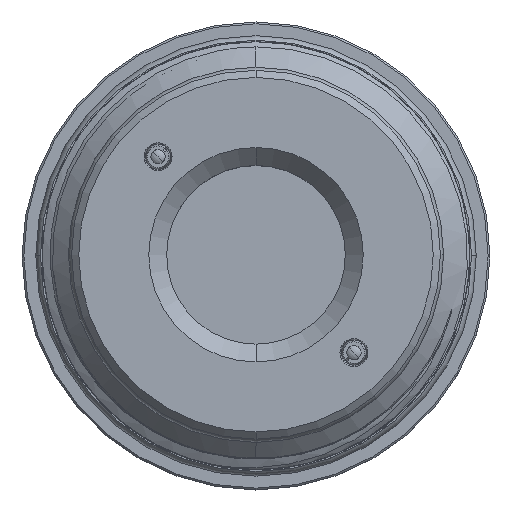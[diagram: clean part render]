
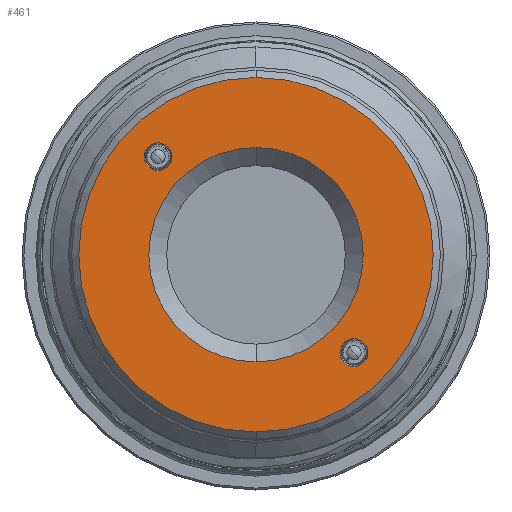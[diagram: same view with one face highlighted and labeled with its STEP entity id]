
A CAD part, top view. The second image highlights one B-rep face of the part: STEP entity #461.
In plain terms, the highlighted planar face has unit normal (0, 0, 1).
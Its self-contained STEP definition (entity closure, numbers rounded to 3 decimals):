
#156 = CARTESIAN_POINT ( 'NONE',  ( 0., 0., 85.95 ) ) ;
#158 = DIRECTION ( 'NONE',  ( 0., 1., 0. ) ) ;
#461 = ADVANCED_FACE ( 'NONE', ( #13210, #724, #9259, #10792 ), #13918, .T. ) ;
#724 = FACE_BOUND ( 'NONE', #16257, .T. ) ;
#913 = DIRECTION ( 'NONE',  ( 0., 0., -1. ) ) ;
#1188 = AXIS2_PLACEMENT_3D ( 'NONE', #15124, #913, #12176 ) ;
#1441 = ORIENTED_EDGE ( 'NONE', *, *, #14398, .T. ) ;
#1737 = DIRECTION ( 'NONE',  ( 0., 1., 0. ) ) ;
#2286 = CARTESIAN_POINT ( 'NONE',  ( -10.96, 10.96, 85.95 ) ) ;
#2340 = DIRECTION ( 'NONE',  ( 0., 1., 0. ) ) ;
#2370 = CARTESIAN_POINT ( 'NONE',  ( -10.96, 10.96, 85.95 ) ) ;
#2468 = VERTEX_POINT ( 'NONE', #11743 ) ;
#2727 = DIRECTION ( 'NONE',  ( 0., 0., 1. ) ) ;
#2848 = ORIENTED_EDGE ( 'NONE', *, *, #13846, .T. ) ;
#3011 = EDGE_CURVE ( 'NONE', #17343, #9744, #5980, .T. ) ;
#3348 = VERTEX_POINT ( 'NONE', #10661 ) ;
#3605 = DIRECTION ( 'NONE',  ( 0., 0., -1. ) ) ;
#4045 = CIRCLE ( 'NONE', #8946, 12. ) ;
#4462 = CARTESIAN_POINT ( 'NONE',  ( 0., 0., 85.95 ) ) ;
#4501 = DIRECTION ( 'NONE',  ( 0., 1., 0. ) ) ;
#4508 = EDGE_CURVE ( 'NONE', #9744, #17343, #17585, .T. ) ;
#4547 = EDGE_LOOP ( 'NONE', ( #10374, #7121 ) ) ;
#5712 = DIRECTION ( 'NONE',  ( 0., 0., 1. ) ) ;
#5980 = CIRCLE ( 'NONE', #12273, 19.84 ) ;
#6289 = CIRCLE ( 'NONE', #11776, 12. ) ;
#6317 = EDGE_CURVE ( 'NONE', #2468, #3348, #7975, .T. ) ;
#6643 = CARTESIAN_POINT ( 'NONE',  ( -10.96, 9.399, 85.95 ) ) ;
#6662 = DIRECTION ( 'NONE',  ( 0., 0., -1. ) ) ;
#6750 = ORIENTED_EDGE ( 'NONE', *, *, #9257, .T. ) ;
#7121 = ORIENTED_EDGE ( 'NONE', *, *, #6317, .T. ) ;
#7476 = AXIS2_PLACEMENT_3D ( 'NONE', #7761, #10742, #2340 ) ;
#7761 = CARTESIAN_POINT ( 'NONE',  ( 10.96, -10.96, 85.95 ) ) ;
#7784 = EDGE_LOOP ( 'NONE', ( #13861, #9673 ) ) ;
#7945 = ORIENTED_EDGE ( 'NONE', *, *, #8298, .T. ) ;
#7975 = CIRCLE ( 'NONE', #1188, 1.561 ) ;
#8298 = EDGE_CURVE ( 'NONE', #12414, #10889, #17274, .T. ) ;
#8470 = AXIS2_PLACEMENT_3D ( 'NONE', #2286, #6662, #12096 ) ;
#8749 = CARTESIAN_POINT ( 'NONE',  ( 0., -12., 85.95 ) ) ;
#8946 = AXIS2_PLACEMENT_3D ( 'NONE', #17644, #3605, #10515 ) ;
#9257 = EDGE_CURVE ( 'NONE', #11163, #15890, #6289, .T. ) ;
#9259 = FACE_OUTER_BOUND ( 'NONE', #7784, .T. ) ;
#9673 = ORIENTED_EDGE ( 'NONE', *, *, #4508, .T. ) ;
#9744 = VERTEX_POINT ( 'NONE', #15047 ) ;
#9761 = CARTESIAN_POINT ( 'NONE',  ( 0., 0., 85.95 ) ) ;
#9767 = AXIS2_PLACEMENT_3D ( 'NONE', #16691, #5712, #158 ) ;
#10374 = ORIENTED_EDGE ( 'NONE', *, *, #17825, .T. ) ;
#10515 = DIRECTION ( 'NONE',  ( 0., 1., 0. ) ) ;
#10661 = CARTESIAN_POINT ( 'NONE',  ( 10.96, -12.521, 85.95 ) ) ;
#10742 = DIRECTION ( 'NONE',  ( 0., 0., -1. ) ) ;
#10792 = FACE_BOUND ( 'NONE', #4547, .T. ) ;
#10824 = CIRCLE ( 'NONE', #14222, 1.561 ) ;
#10889 = VERTEX_POINT ( 'NONE', #10896 ) ;
#10896 = CARTESIAN_POINT ( 'NONE',  ( -10.96, 12.521, 85.95 ) ) ;
#10963 = DIRECTION ( 'NONE',  ( 0., -1., 0. ) ) ;
#11163 = VERTEX_POINT ( 'NONE', #17025 ) ;
#11743 = CARTESIAN_POINT ( 'NONE',  ( 10.96, -9.399, 85.95 ) ) ;
#11776 = AXIS2_PLACEMENT_3D ( 'NONE', #156, #16983, #4501 ) ;
#12096 = DIRECTION ( 'NONE',  ( 0., -1., 0. ) ) ;
#12176 = DIRECTION ( 'NONE',  ( 0., 1., 0. ) ) ;
#12273 = AXIS2_PLACEMENT_3D ( 'NONE', #4462, #14226, #1737 ) ;
#12414 = VERTEX_POINT ( 'NONE', #6643 ) ;
#12538 = DIRECTION ( 'NONE',  ( 0., 1., 0. ) ) ;
#12780 = EDGE_LOOP ( 'NONE', ( #2848, #7945 ) ) ;
#13210 = FACE_BOUND ( 'NONE', #12780, .T. ) ;
#13577 = CIRCLE ( 'NONE', #7476, 1.561 ) ;
#13846 = EDGE_CURVE ( 'NONE', #10889, #12414, #10824, .T. ) ;
#13861 = ORIENTED_EDGE ( 'NONE', *, *, #3011, .T. ) ;
#13918 = PLANE ( 'NONE',  #9767 ) ;
#14222 = AXIS2_PLACEMENT_3D ( 'NONE', #2370, #16312, #10963 ) ;
#14226 = DIRECTION ( 'NONE',  ( 0., 0., 1. ) ) ;
#14398 = EDGE_CURVE ( 'NONE', #15890, #11163, #4045, .T. ) ;
#15047 = CARTESIAN_POINT ( 'NONE',  ( 0., 19.84, 85.95 ) ) ;
#15124 = CARTESIAN_POINT ( 'NONE',  ( 10.96, -10.96, 85.95 ) ) ;
#15890 = VERTEX_POINT ( 'NONE', #8749 ) ;
#16257 = EDGE_LOOP ( 'NONE', ( #6750, #1441 ) ) ;
#16312 = DIRECTION ( 'NONE',  ( 0., 0., -1. ) ) ;
#16691 = CARTESIAN_POINT ( 'NONE',  ( 0., 20.64, 85.95 ) ) ;
#16983 = DIRECTION ( 'NONE',  ( 0., 0., -1. ) ) ;
#17025 = CARTESIAN_POINT ( 'NONE',  ( 0., 12., 85.95 ) ) ;
#17274 = CIRCLE ( 'NONE', #8470, 1.561 ) ;
#17343 = VERTEX_POINT ( 'NONE', #17971 ) ;
#17585 = CIRCLE ( 'NONE', #17609, 19.84 ) ;
#17609 = AXIS2_PLACEMENT_3D ( 'NONE', #9761, #2727, #12538 ) ;
#17644 = CARTESIAN_POINT ( 'NONE',  ( 0., 0., 85.95 ) ) ;
#17825 = EDGE_CURVE ( 'NONE', #3348, #2468, #13577, .T. ) ;
#17971 = CARTESIAN_POINT ( 'NONE',  ( 0., -19.84, 85.95 ) ) ;
